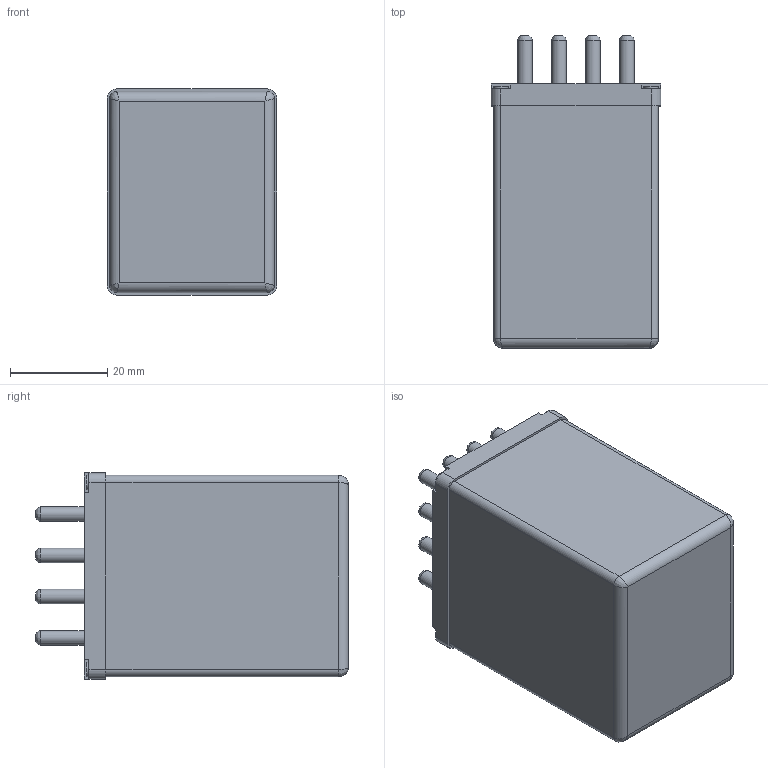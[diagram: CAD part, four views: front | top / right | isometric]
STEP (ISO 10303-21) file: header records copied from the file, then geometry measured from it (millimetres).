
FILE_DESCRIPTION((''),'2;1');
FILE_NAME('R15 4PDT.stp','2015-07-13T15:08:27',('CAD Station'),(''),'Autodesk Inventor 2013','Autodesk Inventor 2013','');
FILE_SCHEMA(('CONFIG_CONTROL_DESIGN'));
Length unit declared in the file: millimetre
Products named in the file (1): R15 4PDT
Bounding box: 35 x 64.5 x 42.5 mm (x, y, z)
Volume: 77921.4 mm3; surface area: 12241.1 mm2
Topology: 1 solids, 1 shells, 141 faces, 326 edges, 206 vertices
Faces by surface type: plane 93, cylinder 30, bspline 18
Full cylindrical faces by diameter (mm): 3 x18
Entity records: 4537 total; most frequent: CARTESIAN_POINT 1370, DIRECTION 612, ORIENTED_EDGE 580, EDGE_CURVE 290, VECTOR 216, LINE 216, VERTEX_POINT 206, AXIS2_PLACEMENT_3D 198
